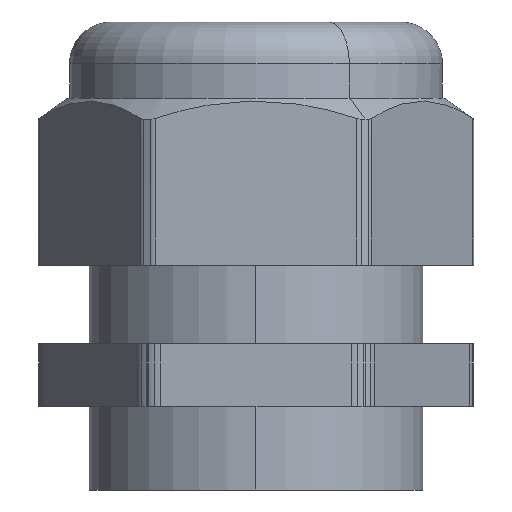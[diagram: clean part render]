
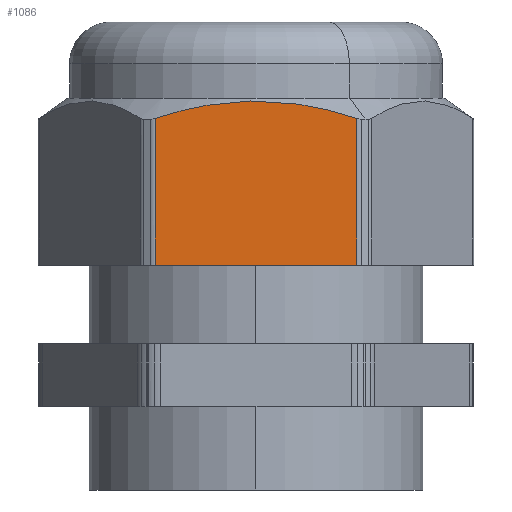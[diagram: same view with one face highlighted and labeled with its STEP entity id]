
A CAD part, left-side view. The second image highlights one B-rep face of the part: STEP entity #1086.
In plain terms, the highlighted planar face has unit normal (-1, 0, 0).
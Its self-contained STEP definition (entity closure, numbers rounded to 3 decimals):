
#1066=AXIS2_PLACEMENT_3D('Plane Axis2P3D',#1063,#1064,#1065) ;
#556=CARTESIAN_POINT('Vertex',(0.,38.184,44.525)) ;
#560=CARTESIAN_POINT('Control Point',(0.,14.009,44.525)) ;
#561=CARTESIAN_POINT('Control Point',(0.,19.576,46.338)) ;
#562=CARTESIAN_POINT('Control Point',(0.,23.97,46.959)) ;
#563=CARTESIAN_POINT('Control Point',(0.,28.222,46.959)) ;
#564=CARTESIAN_POINT('Control Point',(0.,32.616,46.338)) ;
#565=CARTESIAN_POINT('Control Point',(0.,38.184,44.525)) ;
#566=CARTESIAN_POINT('Vertex',(0.,14.009,44.525)) ;
#1047=CARTESIAN_POINT('Vertex',(0.,38.184,26.94)) ;
#1050=CARTESIAN_POINT('Line Origine',(0.,38.184,36.94)) ;
#1063=CARTESIAN_POINT('Axis2P3D Location',(0.,13.78,26.94)) ;
#1068=CARTESIAN_POINT('Line Origine',(0.,26.096,26.94)) ;
#1072=CARTESIAN_POINT('Vertex',(0.,14.009,26.94)) ;
#1075=CARTESIAN_POINT('Line Origine',(0.,14.009,35.732)) ;
#1051=DIRECTION('Vector Direction',(0.,0.,-1.)) ;
#1064=DIRECTION('Axis2P3D Direction',(1.,0.,0.)) ;
#1065=DIRECTION('Axis2P3D XDirection',(0.,0.,-1.)) ;
#1069=DIRECTION('Vector Direction',(0.,-1.,0.)) ;
#1076=DIRECTION('Vector Direction',(0.,0.,1.)) ;
#1052=VECTOR('Line Direction',#1051,1.) ;
#1070=VECTOR('Line Direction',#1069,1.) ;
#1077=VECTOR('Line Direction',#1076,1.) ;
#1081=ORIENTED_EDGE('',*,*,#568,.T.) ;
#1082=ORIENTED_EDGE('',*,*,#1054,.F.) ;
#1083=ORIENTED_EDGE('',*,*,#1074,.F.) ;
#1084=ORIENTED_EDGE('',*,*,#1079,.T.) ;
#1086=ADVANCED_FACE('VG_M40_OT\\Hauptk\X2\00F6\X0\rper',(#1085),#1067,.F.) ;
#559=B_SPLINE_CURVE_WITH_KNOTS('',5,(#560,#561,#562,#563,#564,#565),.UNSPECIFIED.,.F.,.U.,(6,6),(0.,100.26),.UNSPECIFIED.) ;
#568=EDGE_CURVE('',#567,#557,#559,.T.) ;
#1054=EDGE_CURVE('',#1048,#557,#1053,.F.) ;
#1074=EDGE_CURVE('',#1073,#1048,#1071,.F.) ;
#1079=EDGE_CURVE('',#1073,#567,#1078,.T.) ;
#1080=EDGE_LOOP('',(#1081,#1082,#1083,#1084)) ;
#1085=FACE_OUTER_BOUND('',#1080,.T.) ;
#1053=LINE('Line',#1050,#1052) ;
#1071=LINE('Line',#1068,#1070) ;
#1078=LINE('Line',#1075,#1077) ;
#1067=PLANE('',#1066) ;
#557=VERTEX_POINT('',#556) ;
#567=VERTEX_POINT('',#566) ;
#1048=VERTEX_POINT('',#1047) ;
#1073=VERTEX_POINT('',#1072) ;
